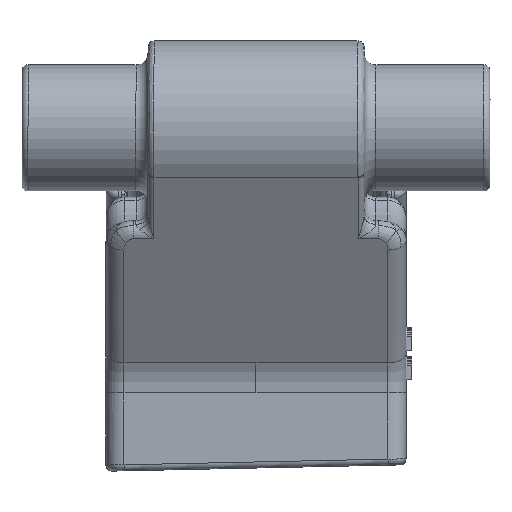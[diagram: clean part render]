
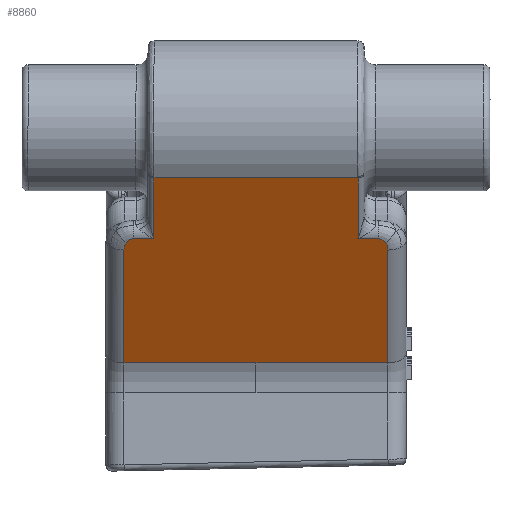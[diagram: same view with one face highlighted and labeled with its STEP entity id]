
A CAD part, front view. The second image highlights one B-rep face of the part: STEP entity #8860.
In plain terms, the highlighted planar face has unit normal (0, -0.866, -0.5).
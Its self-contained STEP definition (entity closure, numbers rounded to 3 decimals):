
#239=DIRECTION('',(1.,0.,0.));
#240=VECTOR('',#239,34.);
#241=CARTESIAN_POINT('',(1416.386,-62.231,-63.88));
#242=LINE('',#241,#240);
#467=DIRECTION('',(0.,-0.5,0.866));
#468=VECTOR('',#467,11.71);
#469=CARTESIAN_POINT('',(1416.386,-56.378,-74.022));
#470=LINE('',#469,#468);
#509=DIRECTION('',(1.,0.,0.));
#510=VECTOR('',#509,3.4);
#511=CARTESIAN_POINT('',(1412.986,-56.378,-74.022));
#512=LINE('',#511,#510);
#532=CARTESIAN_POINT('',(1455.386,-55.298,-75.894));
#533=CARTESIAN_POINT('',(1455.386,-55.36,-75.786));
#534=CARTESIAN_POINT('',(1455.367,-55.487,-75.566));
#535=CARTESIAN_POINT('',(1455.284,-55.678,-75.235));
#536=CARTESIAN_POINT('',(1455.15,-55.861,-74.918));
#537=CARTESIAN_POINT('',(1455.028,-55.973,-74.725));
#538=CARTESIAN_POINT('',(1454.959,-56.025,-74.635));
#540=DIRECTION('',(1.,0.,0.));
#541=VECTOR('',#540,22.);
#542=CARTESIAN_POINT('',(1411.386,-44.441,-94.705));
#543=LINE('',#542,#541);
#544=CARTESIAN_POINT('',(1411.812,-56.024,-74.635));
#545=CARTESIAN_POINT('',(1411.743,-55.973,-74.725));
#546=CARTESIAN_POINT('',(1411.652,-55.889,-74.87));
#547=CARTESIAN_POINT('',(1411.554,-55.769,-75.077));
#548=CARTESIAN_POINT('',(1411.493,-55.677,-75.237));
#549=CARTESIAN_POINT('',(1411.446,-55.582,-75.401));
#550=CARTESIAN_POINT('',(1411.411,-55.487,-75.566));
#551=CARTESIAN_POINT('',(1411.39,-55.392,-75.731));
#552=CARTESIAN_POINT('',(1411.386,-55.329,-75.84));
#553=CARTESIAN_POINT('',(1411.386,-55.298,-75.894));
#555=CARTESIAN_POINT('',(1412.986,-56.378,-74.022));
#556=CARTESIAN_POINT('',(1412.923,-56.378,-74.022));
#557=CARTESIAN_POINT('',(1412.802,-56.373,-74.03));
#558=CARTESIAN_POINT('',(1412.629,-56.354,-74.064));
#559=CARTESIAN_POINT('',(1412.467,-56.323,-74.118));
#560=CARTESIAN_POINT('',(1412.314,-56.281,-74.191));
#561=CARTESIAN_POINT('',(1412.172,-56.229,-74.28));
#562=CARTESIAN_POINT('',(1412.04,-56.169,-74.385));
#563=CARTESIAN_POINT('',(1411.919,-56.1,-74.503));
#564=CARTESIAN_POINT('',(1411.847,-56.05,-74.59));
#565=CARTESIAN_POINT('',(1411.812,-56.024,-74.635));
#567=CARTESIAN_POINT('',(1454.959,-56.025,-74.635));
#568=CARTESIAN_POINT('',(1454.924,-56.051,-74.59));
#569=CARTESIAN_POINT('',(1454.852,-56.101,-74.503));
#570=CARTESIAN_POINT('',(1454.731,-56.169,-74.385));
#571=CARTESIAN_POINT('',(1454.6,-56.229,-74.28));
#572=CARTESIAN_POINT('',(1454.457,-56.281,-74.191));
#573=CARTESIAN_POINT('',(1454.305,-56.323,-74.118));
#574=CARTESIAN_POINT('',(1454.142,-56.354,-74.064));
#575=CARTESIAN_POINT('',(1453.969,-56.373,-74.03));
#576=CARTESIAN_POINT('',(1453.848,-56.378,-74.022));
#577=CARTESIAN_POINT('',(1453.786,-56.378,-74.022));
#661=DIRECTION('',(1.,0.001,-0.001));
#662=VECTOR('',#661,3.387);
#663=CARTESIAN_POINT('',(1450.399,-56.38,-74.019));
#664=LINE('',#663,#662);
#670=CARTESIAN_POINT('',(1450.399,-56.38,-74.019));
#682=CARTESIAN_POINT('',(1450.386,-56.378,-74.022));
#683=CARTESIAN_POINT('',(1450.393,-56.378,-74.022));
#684=CARTESIAN_POINT('',(1450.392,-56.38,-74.019));
#685=CARTESIAN_POINT('',(1450.399,-56.38,-74.019));
#687=CARTESIAN_POINT('',(1450.396,-56.397,-73.99));
#726=DIRECTION('',(0.,0.5,-0.866));
#727=VECTOR('',#726,11.674);
#728=CARTESIAN_POINT('',(1450.386,-62.231,-63.88));
#729=LINE('',#728,#727);
#735=CARTESIAN_POINT('',(1450.386,-56.378,-74.022));
#742=CARTESIAN_POINT('',(1450.391,-56.396,-73.991));
#743=CARTESIAN_POINT('',(1450.391,-56.39,-74.002));
#744=CARTESIAN_POINT('',(1450.386,-56.384,-74.012));
#745=CARTESIAN_POINT('',(1450.386,-56.378,-74.022));
#3808=DIRECTION('',(0.,-0.5,0.866));
#3809=VECTOR('',#3808,21.719);
#3810=CARTESIAN_POINT('',(1411.386,-44.441,
-94.705));
#3811=LINE('',#3810,#3809);
#3832=DIRECTION('',(-1.,0.,0.));
#3833=VECTOR('',#3832,22.);
#3834=CARTESIAN_POINT('',(1455.386,-44.441,
-94.705));
#3835=LINE('',#3834,#3833);
#4209=DIRECTION('',(0.,0.5,-0.866));
#4210=VECTOR('',#4209,21.719);
#4211=CARTESIAN_POINT('',(1455.386,-55.298,
-75.894));
#4212=LINE('',#4211,#4210);
#5894=CARTESIAN_POINT('',(1455.386,-55.298,
-75.894));
#5895=CARTESIAN_POINT('',(1455.386,-44.441,
-94.705));
#5896=VERTEX_POINT('',#5894);
#5897=VERTEX_POINT('',#5895);
#5898=CARTESIAN_POINT('',(1433.386,-44.441,
-94.705));
#5899=VERTEX_POINT('',#5898);
#5900=CARTESIAN_POINT('',(1411.386,-44.441,
-94.705));
#5901=VERTEX_POINT('',#5900);
#5902=CARTESIAN_POINT('',(1411.386,-55.298,
-75.894));
#5903=VERTEX_POINT('',#5902);
#5904=VERTEX_POINT('',#544);
#5905=VERTEX_POINT('',#555);
#5906=CARTESIAN_POINT('',(1416.386,-56.378,
-74.022));
#5907=VERTEX_POINT('',#5906);
#5908=CARTESIAN_POINT('',(1416.386,-62.231,
-63.88));
#5909=VERTEX_POINT('',#5908);
#5910=CARTESIAN_POINT('',(1450.386,-62.231,
-63.88));
#5911=VERTEX_POINT('',#5910);
#5912=VERTEX_POINT('',#567);
#5913=VERTEX_POINT('',#577);
#6292=VERTEX_POINT('',#687);
#6828=VERTEX_POINT('',#670);
#6830=VERTEX_POINT('',#735);
#8826=CARTESIAN_POINT('',(1433.386,-62.88,
-62.756));
#8827=DIRECTION('',(0.,0.866,0.5));
#8828=DIRECTION('',(0.,-0.5,0.866));
#8829=AXIS2_PLACEMENT_3D('',#8826,#8827,#8828);
#8830=PLANE('',#8829);
#8832=ORIENTED_EDGE('',*,*,#8831,.F.);
#8834=ORIENTED_EDGE('',*,*,#8833,.T.);
#8836=ORIENTED_EDGE('',*,*,#8835,.T.);
#8838=ORIENTED_EDGE('',*,*,#8837,.F.);
#8840=ORIENTED_EDGE('',*,*,#8839,.T.);
#8842=ORIENTED_EDGE('',*,*,#8841,.F.);
#8844=ORIENTED_EDGE('',*,*,#8843,.F.);
#8845=ORIENTED_EDGE('',*,*,#8808,.T.);
#8846=ORIENTED_EDGE('',*,*,#8412,.T.);
#8847=ORIENTED_EDGE('',*,*,#7679,.T.);
#8849=ORIENTED_EDGE('',*,*,#8848,.T.);
#8851=ORIENTED_EDGE('',*,*,#8850,.T.);
#8853=ORIENTED_EDGE('',*,*,#8852,.T.);
#8855=ORIENTED_EDGE('',*,*,#8854,.T.);
#8857=ORIENTED_EDGE('',*,*,#8856,.F.);
#8858=EDGE_LOOP('',(#8832,#8834,#8836,#8838,#8840,#8842,#8844,#8845,#8846,#8847,
#8849,#8851,#8853,#8855,#8857));
#8859=FACE_OUTER_BOUND('',#8858,.F.);
#8860=ADVANCED_FACE('',(#8859),#8830,.F.);
#539=B_SPLINE_CURVE_WITH_KNOTS('',3,(#532,#533,#534,#535,#536,#537,#538),
.UNSPECIFIED.,.F.,.F.,(4,1,1,1,4),(0.,0.25,0.5,0.75,1.),
.UNSPECIFIED.);
#554=B_SPLINE_CURVE_WITH_KNOTS('',3,(#544,#545,#546,#547,#548,#549,#550,#551,
#552,#553),.UNSPECIFIED.,.F.,.F.,(4,1,1,1,1,1,1,4),(0.,0.25,0.375,0.5,
0.625,0.75,0.875,1.),.UNSPECIFIED.);
#566=B_SPLINE_CURVE_WITH_KNOTS('',3,(#555,#556,#557,#558,#559,#560,#561,#562,
#563,#564,#565),.UNSPECIFIED.,.F.,.F.,(4,1,1,1,1,1,1,1,4),(0.,0.125,0.25,
0.375,0.5,0.625,0.75,0.875,1.),.UNSPECIFIED.);
#578=B_SPLINE_CURVE_WITH_KNOTS('',3,(#567,#568,#569,#570,#571,#572,#573,#574,
#575,#576,#577),.UNSPECIFIED.,.F.,.F.,(4,1,1,1,1,1,1,1,4),(0.,0.125,0.25,
0.375,0.5,0.625,0.75,0.875,1.),.UNSPECIFIED.);
#686=B_SPLINE_CURVE_WITH_KNOTS('',3,(#682,#683,#684,#685),.UNSPECIFIED.,.F.,.F.,
(4,4),(0.,1.),.UNSPECIFIED.);
#746=B_SPLINE_CURVE_WITH_KNOTS('',3,(#742,#743,#744,#745),.UNSPECIFIED.,.F.,.F.,
(4,4),(0.,1.),.UNSPECIFIED.);
#7679=EDGE_CURVE('',#5909,#5911,#242,.T.);
#8412=EDGE_CURVE('',#5907,#5909,#470,.T.);
#8808=EDGE_CURVE('',#5905,#5907,#512,.T.);
#8831=EDGE_CURVE('',#5896,#5912,#539,.T.);
#8833=EDGE_CURVE('',#5896,#5897,#4212,.T.);
#8835=EDGE_CURVE('',#5897,#5899,#3835,.T.);
#8837=EDGE_CURVE('',#5901,#5899,#543,.T.);
#8839=EDGE_CURVE('',#5901,#5903,#3811,.T.);
#8841=EDGE_CURVE('',#5904,#5903,#554,.T.);
#8843=EDGE_CURVE('',#5905,#5904,#566,.T.);
#8848=EDGE_CURVE('',#5911,#6292,#729,.T.);
#8850=EDGE_CURVE('',#6292,#6830,#746,.T.);
#8852=EDGE_CURVE('',#6830,#6828,#686,.T.);
#8854=EDGE_CURVE('',#6828,#5913,#664,.T.);
#8856=EDGE_CURVE('',#5912,#5913,#578,.T.);
